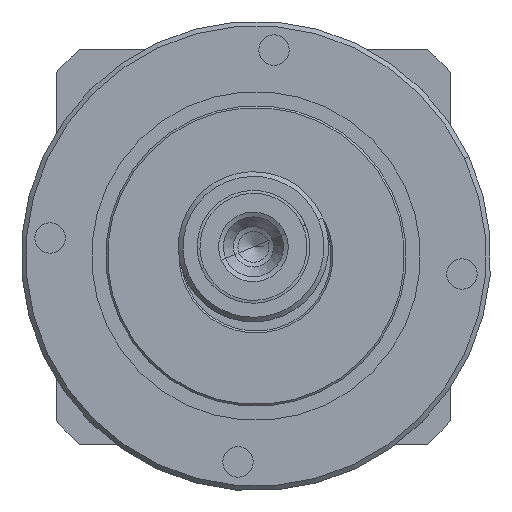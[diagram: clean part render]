
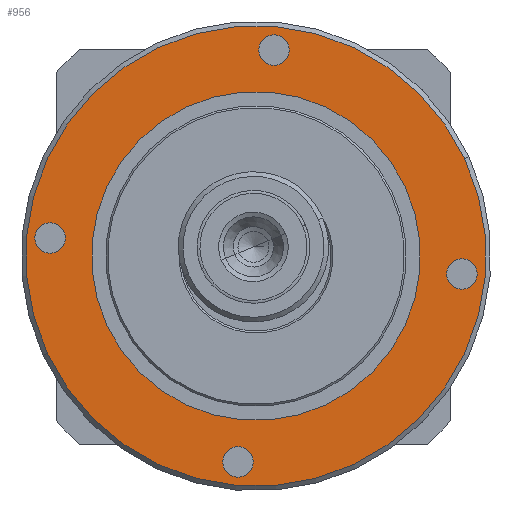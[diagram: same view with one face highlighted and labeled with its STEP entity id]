
A CAD part, left-side view. The second image highlights one B-rep face of the part: STEP entity #956.
In plain terms, the highlighted planar face has unit normal (-1, 0, 0).
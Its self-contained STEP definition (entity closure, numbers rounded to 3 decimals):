
#87 = ORIENTED_EDGE ( 'NONE', *, *, #4091, .T. ) ;
#206 = CARTESIAN_POINT ( 'NONE',  ( 19.694, -7.52, 10.389 ) ) ;
#252 = EDGE_CURVE ( 'NONE', #5924, #11426, #8272, .T. ) ;
#430 = FACE_BOUND ( 'NONE', #8971, .T. ) ;
#433 = CARTESIAN_POINT ( 'NONE',  ( 19.694, -1.355, 49.638 ) ) ;
#694 = DIRECTION ( 'NONE',  ( 1., 0., 0. ) ) ;
#715 = EDGE_LOOP ( 'NONE', ( #8820, #11250 ) ) ;
#735 = CARTESIAN_POINT ( 'NONE',  ( 19.694, -21.353, 25.805 ) ) ;
#956 = ADVANCED_FACE ( 'NONE', ( #6820, #430, #10620, #4941, #9013, #5079 ), #10387, .T. ) ;
#1041 = CIRCLE ( 'NONE', #5748, 17.5 ) ;
#1186 = EDGE_CURVE ( 'NONE', #4302, #6754, #4350, .T. ) ;
#1225 = CIRCLE ( 'NONE', #3798, 1.625 ) ;
#1301 = DIRECTION ( 'NONE',  ( 0., -0.423, -0.906 ) ) ;
#1336 = CIRCLE ( 'NONE', #2739, 1.625 ) ;
#1974 = ORIENTED_EDGE ( 'NONE', *, *, #5066, .T. ) ;
#2088 = DIRECTION ( 'NONE',  ( 1., 0., 0. ) ) ;
#2241 = DIRECTION ( 'NONE',  ( 1., 0., 0. ) ) ;
#2268 = CARTESIAN_POINT ( 'NONE',  ( 19.694, 7.272, 42.11 ) ) ;
#2383 = DIRECTION ( 'NONE',  ( 0., -0.423, -0.906 ) ) ;
#2421 = ORIENTED_EDGE ( 'NONE', *, *, #7733, .T. ) ;
#2437 = ORIENTED_EDGE ( 'NONE', *, *, #1186, .F. ) ;
#2475 = EDGE_LOOP ( 'NONE', ( #11014, #1974 ) ) ;
#2492 = CARTESIAN_POINT ( 'NONE',  ( 19.694, 22.081, 15.895 ) ) ;
#2557 = VERTEX_POINT ( 'NONE', #5058 ) ;
#2670 = CARTESIAN_POINT ( 'NONE',  ( 19.694, -2.728, 46.693 ) ) ;
#2739 = AXIS2_PLACEMENT_3D ( 'NONE', #8724, #11554, #7829 ) ;
#2977 = AXIS2_PLACEMENT_3D ( 'NONE', #9799, #2241, #1301 ) ;
#3070 = EDGE_CURVE ( 'NONE', #2557, #11616, #11290, .T. ) ;
#3071 = DIRECTION ( 'NONE',  ( -1., 0., 0. ) ) ;
#3082 = AXIS2_PLACEMENT_3D ( 'NONE', #6263, #694, #7173 ) ;
#3635 = CARTESIAN_POINT ( 'NONE',  ( 19.694, -0.124, 26.249 ) ) ;
#3650 = CARTESIAN_POINT ( 'NONE',  ( 19.694, -22.727, 22.859 ) ) ;
#3778 = EDGE_CURVE ( 'NONE', #6754, #4302, #11296, .T. ) ;
#3798 = AXIS2_PLACEMENT_3D ( 'NONE', #10858, #11755, #8804 ) ;
#3882 = CIRCLE ( 'NONE', #4336, 1.625 ) ;
#3953 = CIRCLE ( 'NONE', #7701, 1.625 ) ;
#3993 = DIRECTION ( 'NONE',  ( 0., -0.423, -0.906 ) ) ;
#4091 = EDGE_CURVE ( 'NONE', #7273, #10846, #1225, .T. ) ;
#4175 = AXIS2_PLACEMENT_3D ( 'NONE', #3635, #8215, #10094 ) ;
#4302 = VERTEX_POINT ( 'NONE', #6285 ) ;
#4336 = AXIS2_PLACEMENT_3D ( 'NONE', #9782, #8848, #9870 ) ;
#4350 = CIRCLE ( 'NONE', #10496, 24.5 ) ;
#4490 = ORIENTED_EDGE ( 'NONE', *, *, #5785, .T. ) ;
#4508 = DIRECTION ( 'NONE',  ( 0., -0.906, 0.423 ) ) ;
#4941 = FACE_BOUND ( 'NONE', #6851, .T. ) ;
#4951 = CARTESIAN_POINT ( 'NONE',  ( 19.694, -0.124, 26.249 ) ) ;
#5031 = DIRECTION ( 'NONE',  ( 1., 0., 0. ) ) ;
#5058 = CARTESIAN_POINT ( 'NONE',  ( 19.694, 21.106, 26.694 ) ) ;
#5066 = EDGE_CURVE ( 'NONE', #11426, #5924, #7151, .T. ) ;
#5079 = FACE_BOUND ( 'NONE', #715, .T. ) ;
#5351 = CIRCLE ( 'NONE', #6936, 1.625 ) ;
#5522 = ORIENTED_EDGE ( 'NONE', *, *, #5794, .T. ) ;
#5637 = EDGE_CURVE ( 'NONE', #9027, #8553, #1041, .T. ) ;
#5694 = CARTESIAN_POINT ( 'NONE',  ( 19.694, 15.736, 18.854 ) ) ;
#5748 = AXIS2_PLACEMENT_3D ( 'NONE', #4951, #7621, #8527 ) ;
#5785 = EDGE_CURVE ( 'NONE', #11616, #2557, #3953, .T. ) ;
#5794 = EDGE_CURVE ( 'NONE', #10846, #7273, #1336, .T. ) ;
#5924 = VERTEX_POINT ( 'NONE', #7395 ) ;
#6117 = CARTESIAN_POINT ( 'NONE',  ( 19.694, -22.04, 24.332 ) ) ;
#6236 = DIRECTION ( 'NONE',  ( 0., -0.906, 0.423 ) ) ;
#6263 = CARTESIAN_POINT ( 'NONE',  ( 19.694, 1.794, 4.333 ) ) ;
#6285 = CARTESIAN_POINT ( 'NONE',  ( 19.694, -22.328, 36.604 ) ) ;
#6520 = AXIS2_PLACEMENT_3D ( 'NONE', #6742, #2088, #7553 ) ;
#6742 = CARTESIAN_POINT ( 'NONE',  ( 19.694, 1.794, 4.333 ) ) ;
#6754 = VERTEX_POINT ( 'NONE', #2492 ) ;
#6780 = EDGE_LOOP ( 'NONE', ( #5522, #87 ) ) ;
#6820 = FACE_BOUND ( 'NONE', #6780, .T. ) ;
#6851 = EDGE_LOOP ( 'NONE', ( #2421, #10826 ) ) ;
#6936 = AXIS2_PLACEMENT_3D ( 'NONE', #6117, #10673, #2383 ) ;
#7151 = CIRCLE ( 'NONE', #6520, 1.625 ) ;
#7173 = DIRECTION ( 'NONE',  ( 0., -0.423, -0.906 ) ) ;
#7186 = CARTESIAN_POINT ( 'NONE',  ( 19.694, -0.124, 26.249 ) ) ;
#7273 = VERTEX_POINT ( 'NONE', #433 ) ;
#7330 = DIRECTION ( 'NONE',  ( 1., 0., 0. ) ) ;
#7355 = CARTESIAN_POINT ( 'NONE',  ( 19.694, 2.48, 5.806 ) ) ;
#7395 = CARTESIAN_POINT ( 'NONE',  ( 19.694, 1.107, 2.86 ) ) ;
#7553 = DIRECTION ( 'NONE',  ( 0., -0.423, -0.906 ) ) ;
#7621 = DIRECTION ( 'NONE',  ( 1., 0., 0. ) ) ;
#7701 = AXIS2_PLACEMENT_3D ( 'NONE', #10572, #5031, #9674 ) ;
#7733 = EDGE_CURVE ( 'NONE', #10863, #9352, #5351, .T. ) ;
#7748 = AXIS2_PLACEMENT_3D ( 'NONE', #5694, #3071, #3993 ) ;
#7829 = DIRECTION ( 'NONE',  ( 0., -0.423, -0.906 ) ) ;
#7956 = ORIENTED_EDGE ( 'NONE', *, *, #3778, .F. ) ;
#8215 = DIRECTION ( 'NONE',  ( 1., 0., 0. ) ) ;
#8219 = CIRCLE ( 'NONE', #4175, 17.5 ) ;
#8272 = CIRCLE ( 'NONE', #3082, 1.625 ) ;
#8527 = DIRECTION ( 'NONE',  ( 0., -0.423, -0.906 ) ) ;
#8550 = AXIS2_PLACEMENT_3D ( 'NONE', #10233, #7330, #4508 ) ;
#8553 = VERTEX_POINT ( 'NONE', #2268 ) ;
#8724 = CARTESIAN_POINT ( 'NONE',  ( 19.694, -2.041, 48.166 ) ) ;
#8737 = CARTESIAN_POINT ( 'NONE',  ( 19.694, 22.479, 29.64 ) ) ;
#8804 = DIRECTION ( 'NONE',  ( 0., -0.423, -0.906 ) ) ;
#8820 = ORIENTED_EDGE ( 'NONE', *, *, #5637, .T. ) ;
#8848 = DIRECTION ( 'NONE',  ( 1., 0., 0. ) ) ;
#8971 = EDGE_LOOP ( 'NONE', ( #10984, #4490 ) ) ;
#9013 = FACE_OUTER_BOUND ( 'NONE', #11851, .T. ) ;
#9027 = VERTEX_POINT ( 'NONE', #206 ) ;
#9352 = VERTEX_POINT ( 'NONE', #735 ) ;
#9674 = DIRECTION ( 'NONE',  ( 0., -0.423, -0.906 ) ) ;
#9782 = CARTESIAN_POINT ( 'NONE',  ( 19.694, -22.04, 24.332 ) ) ;
#9799 = CARTESIAN_POINT ( 'NONE',  ( 19.694, 21.792, 28.167 ) ) ;
#9870 = DIRECTION ( 'NONE',  ( 0., -0.423, -0.906 ) ) ;
#10094 = DIRECTION ( 'NONE',  ( 0., -0.423, -0.906 ) ) ;
#10233 = CARTESIAN_POINT ( 'NONE',  ( 19.694, -0.124, 26.249 ) ) ;
#10387 = PLANE ( 'NONE',  #7748 ) ;
#10496 = AXIS2_PLACEMENT_3D ( 'NONE', #7186, #10845, #6236 ) ;
#10572 = CARTESIAN_POINT ( 'NONE',  ( 19.694, 21.792, 28.167 ) ) ;
#10620 = FACE_BOUND ( 'NONE', #2475, .T. ) ;
#10673 = DIRECTION ( 'NONE',  ( 1., 0., 0. ) ) ;
#10826 = ORIENTED_EDGE ( 'NONE', *, *, #11122, .T. ) ;
#10845 = DIRECTION ( 'NONE',  ( 1., 0., 0. ) ) ;
#10846 = VERTEX_POINT ( 'NONE', #2670 ) ;
#10858 = CARTESIAN_POINT ( 'NONE',  ( 19.694, -2.041, 48.166 ) ) ;
#10863 = VERTEX_POINT ( 'NONE', #3650 ) ;
#10984 = ORIENTED_EDGE ( 'NONE', *, *, #3070, .T. ) ;
#11014 = ORIENTED_EDGE ( 'NONE', *, *, #252, .T. ) ;
#11122 = EDGE_CURVE ( 'NONE', #9352, #10863, #3882, .T. ) ;
#11248 = EDGE_CURVE ( 'NONE', #8553, #9027, #8219, .T. ) ;
#11250 = ORIENTED_EDGE ( 'NONE', *, *, #11248, .T. ) ;
#11290 = CIRCLE ( 'NONE', #2977, 1.625 ) ;
#11296 = CIRCLE ( 'NONE', #8550, 24.5 ) ;
#11426 = VERTEX_POINT ( 'NONE', #7355 ) ;
#11554 = DIRECTION ( 'NONE',  ( 1., 0., 0. ) ) ;
#11616 = VERTEX_POINT ( 'NONE', #8737 ) ;
#11755 = DIRECTION ( 'NONE',  ( 1., 0., 0. ) ) ;
#11851 = EDGE_LOOP ( 'NONE', ( #2437, #7956 ) ) ;
